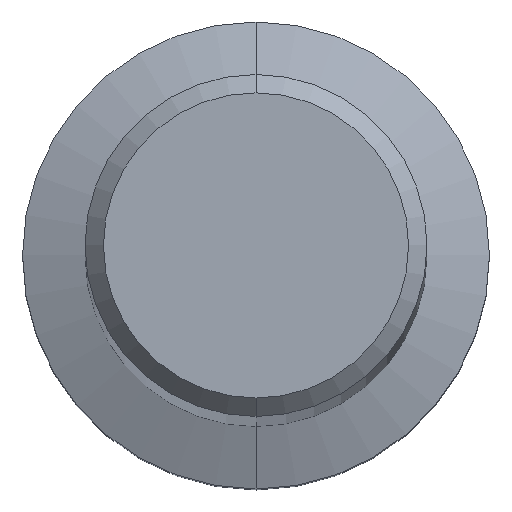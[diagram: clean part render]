
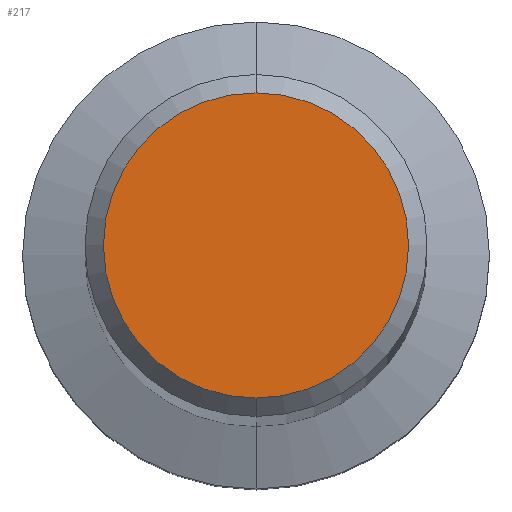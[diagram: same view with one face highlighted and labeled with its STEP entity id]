
A CAD part, top view. The second image highlights one B-rep face of the part: STEP entity #217.
In plain terms, the highlighted planar face has unit normal (0, 0, 1).
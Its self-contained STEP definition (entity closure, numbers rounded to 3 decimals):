
#189=VERTEX_POINT('',#397);
#211=VERTEX_POINT('',#421);
#217=ADVANCED_FACE('',(#429),#430,.T.);
#289=EDGE_CURVE('',#189,#211,#512,.T.);
#297=EDGE_CURVE('',#211,#189,#520,.T.);
#397=CARTESIAN_POINT('',(0.,-4.15,0.0));
#421=CARTESIAN_POINT('',(0.0,4.15,0.0));
#429=FACE_OUTER_BOUND('',#666,.T.);
#430=PLANE('',#667);
#512=CIRCLE('',#777,4.15);
#520=CIRCLE('',#790,4.15);
#666=EDGE_LOOP('',(#938,#939));
#667=AXIS2_PLACEMENT_3D('',#940,#941,#942);
#777=AXIS2_PLACEMENT_3D('',#1051,#1052,#1053);
#790=AXIS2_PLACEMENT_3D('',#1056,#1057,#1058);
#938=ORIENTED_EDGE('',*,*,#297,.F.);
#939=ORIENTED_EDGE('',*,*,#289,.F.);
#940=CARTESIAN_POINT('',(0.0,2.075,0.0));
#941=DIRECTION('',(-0.0,0.0,1.0));
#942=DIRECTION('',(0.0,-1.0,0.0));
#1051=CARTESIAN_POINT('',(0.0,0.0,0.0));
#1052=DIRECTION('',(0.0,0.0,-1.0));
#1053=DIRECTION('',(0.0,1.0,0.0));
#1056=CARTESIAN_POINT('',(0.0,0.0,0.0));
#1057=DIRECTION('',(0.0,0.0,-1.0));
#1058=DIRECTION('',(0.0,1.0,0.0));
